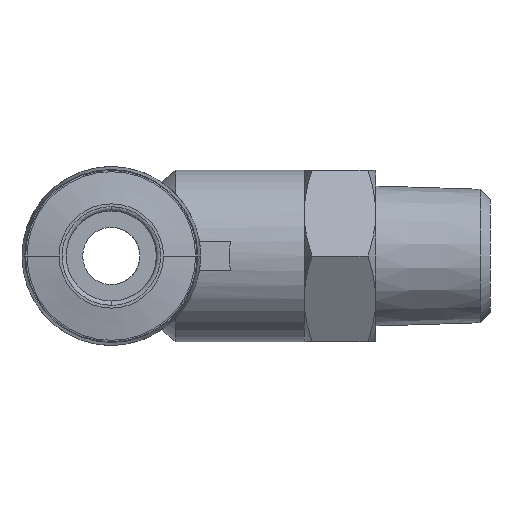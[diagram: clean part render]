
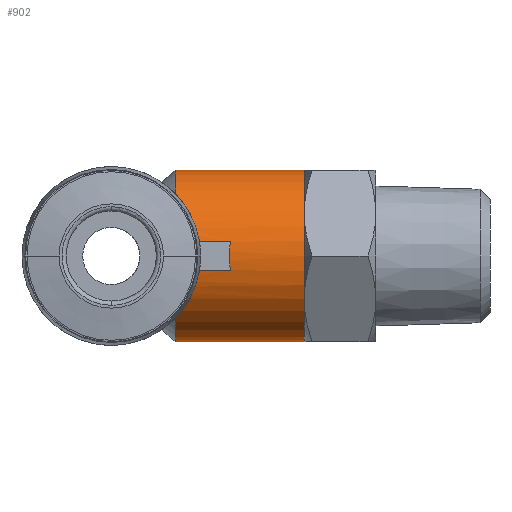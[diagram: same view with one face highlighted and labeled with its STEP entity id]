
A CAD part, left-side view. The second image highlights one B-rep face of the part: STEP entity #902.
In plain terms, the highlighted cylindrical face has radius 6 mm (diameter 12 mm), a partial arc.
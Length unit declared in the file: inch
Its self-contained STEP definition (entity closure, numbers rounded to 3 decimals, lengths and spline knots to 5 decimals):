
#16 = AXIS2_PLACEMENT_3D ( 'NONE', #951, #932, #912 ) ;
#130 = CARTESIAN_POINT ( 'NONE',  ( -0.20381, 0.35433, -0.11942 ) ) ;
#230 = VECTOR ( 'NONE', #3198, 39.37008 ) ;
#267 = CYLINDRICAL_SURFACE ( 'NONE', #3145, 0.23622 ) ;
#308 = ORIENTED_EDGE ( 'NONE', *, *, #3085, .T. ) ;
#309 = DIRECTION ( 'NONE',  ( 0., 0., -1. ) ) ;
#329 = DIRECTION ( 'NONE',  ( 0., -1., 0. ) ) ;
#342 = CARTESIAN_POINT ( 'NONE',  ( 0., 0.35433, 0. ) ) ;
#357 = CARTESIAN_POINT ( 'NONE',  ( -0.20381, 0.35433, 0.11942 ) ) ;
#372 = ORIENTED_EDGE ( 'NONE', *, *, #2772, .T. ) ;
#398 = EDGE_CURVE ( 'NONE', #517, #961, #3806, .T. ) ;
#402 = DIRECTION ( 'NONE',  ( 0., 0., -1. ) ) ;
#418 = EDGE_CURVE ( 'NONE', #1244, #1481, #3140, .T. ) ;
#428 = VECTOR ( 'NONE', #677, 39.37008 ) ;
#517 = VERTEX_POINT ( 'NONE', #2207 ) ;
#536 = LINE ( 'NONE', #2866, #428 ) ;
#571 = EDGE_CURVE ( 'NONE', #3546, #4174, #3522, .T. ) ;
#615 = EDGE_CURVE ( 'NONE', #517, #1471, #3381, .T. ) ;
#677 = DIRECTION ( 'NONE',  ( 0., -1., 0. ) ) ;
#680 = VERTEX_POINT ( 'NONE', #3653 ) ;
#689 = DIRECTION ( 'NONE',  ( 0., -1., 0. ) ) ;
#725 = EDGE_CURVE ( 'NONE', #1637, #961, #3331, .T. ) ;
#740 = ORIENTED_EDGE ( 'NONE', *, *, #418, .T. ) ;
#794 = AXIS2_PLACEMENT_3D ( 'NONE', #342, #329, #309 ) ;
#822 = CARTESIAN_POINT ( 'NONE',  ( 0., 0.17717, 0. ) ) ;
#902 = ADVANCED_FACE ( 'NONE', ( #3226 ), #267, .T. ) ;
#912 = DIRECTION ( 'NONE',  ( 0., 0., -1. ) ) ;
#932 = DIRECTION ( 'NONE',  ( 0., -1., 0. ) ) ;
#951 = CARTESIAN_POINT ( 'NONE',  ( 0., 0.35433, 0. ) ) ;
#954 = CARTESIAN_POINT ( 'NONE',  ( -0.23292, 0.29195, -0.03937 ) ) ;
#961 = VERTEX_POINT ( 'NONE', #1133 ) ;
#1061 = CARTESIAN_POINT ( 'NONE',  ( -0.23292, 0.29195, -0.03937 ) ) ;
#1078 = VERTEX_POINT ( 'NONE', #1685 ) ;
#1084 = CARTESIAN_POINT ( 'NONE',  ( 0., 0., 0. ) ) ;
#1089 = CARTESIAN_POINT ( 'NONE',  ( -0.22305, 0.31193, 0.07809 ) ) ;
#1120 = EDGE_CURVE ( 'NONE', #1582, #3546, #2645, .T. ) ;
#1133 = CARTESIAN_POINT ( 'NONE',  ( 0., 0., 0.23622 ) ) ;
#1151 = ORIENTED_EDGE ( 'NONE', *, *, #3344, .T. ) ;
#1224 = B_SPLINE_CURVE_WITH_KNOTS ( 'NONE', 3,
 ( #357, #2161, #3275, #1089, #3641, #1450, #3997, #1814 ),
 .UNSPECIFIED., .F., .F.,
 ( 4, 2, 2, 4 ),
 ( 0., 0.00136, 0.00203, 0.00271 ),
 .UNSPECIFIED. ) ;
#1244 = VERTEX_POINT ( 'NONE', #1505 ) ;
#1268 = DIRECTION ( 'NONE',  ( 0., 1., 0. ) ) ;
#1448 = DIRECTION ( 'NONE',  ( 0., 0., -1. ) ) ;
#1450 = CARTESIAN_POINT ( 'NONE',  ( -0.22967, 0.29842, 0.05579 ) ) ;
#1458 = AXIS2_PLACEMENT_3D ( 'NONE', #3456, #1268, #3824 ) ;
#1471 = VERTEX_POINT ( 'NONE', #3190 ) ;
#1473 = DIRECTION ( 'NONE',  ( 0., 0., -1. ) ) ;
#1475 = ORIENTED_EDGE ( 'NONE', *, *, #571, .T. ) ;
#1481 = VERTEX_POINT ( 'NONE', #2465 ) ;
#1505 = CARTESIAN_POINT ( 'NONE',  ( -0.23292, 0.20339, 0.03937 ) ) ;
#1582 = VERTEX_POINT ( 'NONE', #1061 ) ;
#1637 = VERTEX_POINT ( 'NONE', #2227 ) ;
#1648 = VERTEX_POINT ( 'NONE', #3302 ) ;
#1685 = CARTESIAN_POINT ( 'NONE',  ( -0.23292, 0.29195, 0.03937 ) ) ;
#1771 = DIRECTION ( 'NONE',  ( 0., 1., 0. ) ) ;
#1787 = CARTESIAN_POINT ( 'NONE',  ( 0., 0., 0. ) ) ;
#1814 = CARTESIAN_POINT ( 'NONE',  ( -0.23292, 0.29195, 0.03937 ) ) ;
#1838 = CIRCLE ( 'NONE', #3851, 0.23622 ) ;
#1846 = ORIENTED_EDGE ( 'NONE', *, *, #3364, .T. ) ;
#2130 = VECTOR ( 'NONE', #3062, 39.37008 ) ;
#2161 = CARTESIAN_POINT ( 'NONE',  ( -0.20966, 0.34056, 0.10945 ) ) ;
#2207 = CARTESIAN_POINT ( 'NONE',  ( 0., 0.35433, 0.23622 ) ) ;
#2219 = VECTOR ( 'NONE', #689, 39.37008 ) ;
#2227 = CARTESIAN_POINT ( 'NONE',  ( -0.20457, 0., 0.11811 ) ) ;
#2241 = AXIS2_PLACEMENT_3D ( 'NONE', #1787, #1771, #1473 ) ;
#2307 = EDGE_CURVE ( 'NONE', #1471, #1078, #1224, .T. ) ;
#2398 = ORIENTED_EDGE ( 'NONE', *, *, #398, .F. ) ;
#2438 = CARTESIAN_POINT ( 'NONE',  ( -0.20381, 0.35433, -0.11942 ) ) ;
#2465 = CARTESIAN_POINT ( 'NONE',  ( -0.23292, 0.20339, -0.03937 ) ) ;
#2491 = CARTESIAN_POINT ( 'NONE',  ( 0., 0.17717, -0.23622 ) ) ;
#2551 = CARTESIAN_POINT ( 'NONE',  ( -0.23292, 0.20339, -0.03937 ) ) ;
#2587 = CARTESIAN_POINT ( 'NONE',  ( 0., 0.35433, -0.23622 ) ) ;
#2608 = CARTESIAN_POINT ( 'NONE',  ( -0.23733, 0.2078, -0.01325 ) ) ;
#2642 = CARTESIAN_POINT ( 'NONE',  ( -0.23292, 0.20339, 0.03937 ) ) ;
#2645 = B_SPLINE_CURVE_WITH_KNOTS ( 'NONE', 3,
 ( #954, #3494, #3125, #2812, #2764, #2438 ),
 .UNSPECIFIED., .F., .F.,
 ( 4, 2, 4 ),
 ( 0., 0.00135, 0.00271 ),
 .UNSPECIFIED. ) ;
#2764 = CARTESIAN_POINT ( 'NONE',  ( -0.20966, 0.34055, -0.10944 ) ) ;
#2772 = EDGE_CURVE ( 'NONE', #1648, #1637, #1838, .T. ) ;
#2806 = CARTESIAN_POINT ( 'NONE',  ( 0., 0.17717, 0.23622 ) ) ;
#2812 = CARTESIAN_POINT ( 'NONE',  ( -0.21539, 0.32806, -0.09805 ) ) ;
#2866 = CARTESIAN_POINT ( 'NONE',  ( -0.23292, 0.17717, 0.03937 ) ) ;
#2912 = ORIENTED_EDGE ( 'NONE', *, *, #1120, .T. ) ;
#3062 = DIRECTION ( 'NONE',  ( 0., -1., 0. ) ) ;
#3085 = EDGE_CURVE ( 'NONE', #680, #1648, #4277, .T. ) ;
#3125 = CARTESIAN_POINT ( 'NONE',  ( -0.22569, 0.30638, -0.0712 ) ) ;
#3140 =( BOUNDED_CURVE ( )  B_SPLINE_CURVE ( 3, ( #2642, #4057, #2608, #2551 ),
 .UNSPECIFIED., .F., .T. ) 
 B_SPLINE_CURVE_WITH_KNOTS ( ( 4, 4 ),
 ( 2.97414, 3.30904 ),
 .UNSPECIFIED. ) 
 CURVE ( )  GEOMETRIC_REPRESENTATION_ITEM ( )  RATIONAL_B_SPLINE_CURVE ( ( 1., 0.991, 0.991, 1. ) ) 
 REPRESENTATION_ITEM ( '' )  );
#3145 = AXIS2_PLACEMENT_3D ( 'NONE', #822, #3739, #402 ) ;
#3190 = CARTESIAN_POINT ( 'NONE',  ( -0.20381, 0.35433, 0.11942 ) ) ;
#3198 = DIRECTION ( 'NONE',  ( 0., 1., 0. ) ) ;
#3207 = LINE ( 'NONE', #2491, #2219 ) ;
#3226 = FACE_OUTER_BOUND ( 'NONE', #3768, .T. ) ;
#3229 = LINE ( 'NONE', #4616, #230 ) ;
#3275 = CARTESIAN_POINT ( 'NONE',  ( -0.21537, 0.32811, 0.09808 ) ) ;
#3302 = CARTESIAN_POINT ( 'NONE',  ( -0.20457, 0., -0.11811 ) ) ;
#3331 = CIRCLE ( 'NONE', #2241, 0.23622 ) ;
#3344 = EDGE_CURVE ( 'NONE', #1078, #1244, #536, .T. ) ;
#3364 = EDGE_CURVE ( 'NONE', #4174, #680, #3207, .T. ) ;
#3381 = CIRCLE ( 'NONE', #794, 0.23622 ) ;
#3456 = CARTESIAN_POINT ( 'NONE',  ( 0., 0., 0. ) ) ;
#3494 = CARTESIAN_POINT ( 'NONE',  ( -0.23005, 0.29764, -0.05631 ) ) ;
#3522 = CIRCLE ( 'NONE', #16, 0.23622 ) ;
#3546 = VERTEX_POINT ( 'NONE', #130 ) ;
#3599 = ORIENTED_EDGE ( 'NONE', *, *, #4080, .T. ) ;
#3639 = DIRECTION ( 'NONE',  ( 0., 1., 0. ) ) ;
#3641 = CARTESIAN_POINT ( 'NONE',  ( -0.22547, 0.30696, 0.0709 ) ) ;
#3653 = CARTESIAN_POINT ( 'NONE',  ( 0., 0., -0.23622 ) ) ;
#3705 = ORIENTED_EDGE ( 'NONE', *, *, #2307, .T. ) ;
#3739 = DIRECTION ( 'NONE',  ( 0., -1., 0. ) ) ;
#3768 = EDGE_LOOP ( 'NONE', ( #2398, #4546, #3705, #1151, #740, #3599, #2912, #1475, #1846, #308, #372, #4061 ) ) ;
#3806 = LINE ( 'NONE', #2806, #2130 ) ;
#3824 = DIRECTION ( 'NONE',  ( 0., 0., -1. ) ) ;
#3851 = AXIS2_PLACEMENT_3D ( 'NONE', #1084, #3639, #1448 ) ;
#3997 = CARTESIAN_POINT ( 'NONE',  ( -0.23149, 0.29479, 0.04783 ) ) ;
#4057 = CARTESIAN_POINT ( 'NONE',  ( -0.23733, 0.2078, 0.01325 ) ) ;
#4061 = ORIENTED_EDGE ( 'NONE', *, *, #725, .T. ) ;
#4080 = EDGE_CURVE ( 'NONE', #1481, #1582, #3229, .T. ) ;
#4174 = VERTEX_POINT ( 'NONE', #2587 ) ;
#4277 = CIRCLE ( 'NONE', #1458, 0.23622 ) ;
#4546 = ORIENTED_EDGE ( 'NONE', *, *, #615, .T. ) ;
#4616 = CARTESIAN_POINT ( 'NONE',  ( -0.23292, 0.17717, -0.03937 ) ) ;
